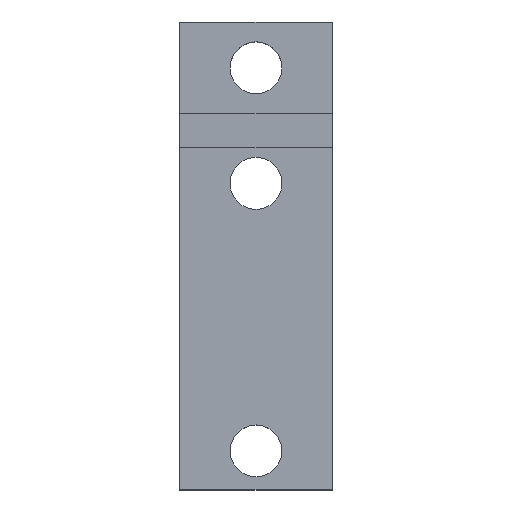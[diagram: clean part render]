
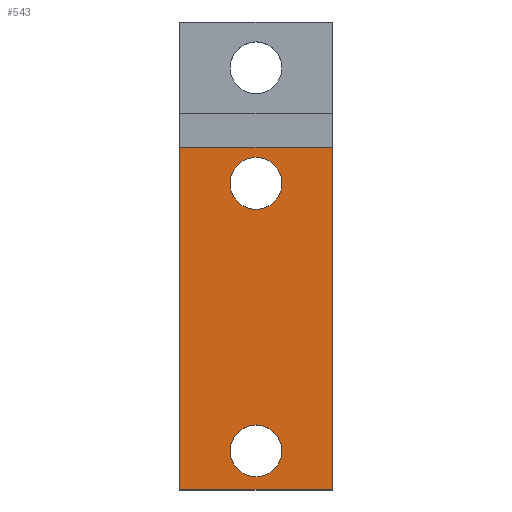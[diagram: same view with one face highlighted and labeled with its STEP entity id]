
A CAD part, top view. The second image highlights one B-rep face of the part: STEP entity #543.
In plain terms, the highlighted planar face has unit normal (0, 0, 1).
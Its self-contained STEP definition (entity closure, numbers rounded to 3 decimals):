
#1 = DIRECTION ( 'NONE',  ( 0., 0., 1. ) ) ;
#8 = DIRECTION ( 'NONE',  ( 1., 0., 0. ) ) ;
#11 = CARTESIAN_POINT ( 'NONE',  ( 0., 20.05, 2.6 ) ) ;
#30 = EDGE_CURVE ( 'NONE', #344, #490, #524, .T. ) ;
#37 = CARTESIAN_POINT ( 'NONE',  ( -5., 0., 2.6 ) ) ;
#38 = EDGE_CURVE ( 'NONE', #486, #233, #417, .T. ) ;
#46 = CARTESIAN_POINT ( 'NONE',  ( 5., 0., 2.6 ) ) ;
#51 = DIRECTION ( 'NONE',  ( 0., 1., 0. ) ) ;
#55 = CARTESIAN_POINT ( 'NONE',  ( 5., 22.4, 2.6 ) ) ;
#58 = DIRECTION ( 'NONE',  ( 0., -1., 0. ) ) ;
#62 = EDGE_CURVE ( 'NONE', #451, #486, #411, .T. ) ;
#66 = EDGE_CURVE ( 'NONE', #233, #342, #410, .T. ) ;
#90 = DIRECTION ( 'NONE',  ( 1., 0., 0. ) ) ;
#103 = AXIS2_PLACEMENT_3D ( 'NONE', #151, #214, #219 ) ;
#140 = PLANE ( 'NONE',  #103 ) ;
#151 = CARTESIAN_POINT ( 'NONE',  ( 0., 0., 2.6 ) ) ;
#153 = AXIS2_PLACEMENT_3D ( 'NONE', #382, #381, #380 ) ;
#155 = AXIS2_PLACEMENT_3D ( 'NONE', #558, #555, #554 ) ;
#157 = AXIS2_PLACEMENT_3D ( 'NONE', #11, #1, #8 ) ;
#170 = ORIENTED_EDGE ( 'NONE', *, *, #351, .F. ) ;
#171 = AXIS2_PLACEMENT_3D ( 'NONE', #253, #240, #211 ) ;
#200 = EDGE_CURVE ( 'NONE', #490, #344, #371, .T. ) ;
#211 = DIRECTION ( 'NONE',  ( 1., 0., 0. ) ) ;
#212 = EDGE_CURVE ( 'NONE', #235, #372, #307, .T. ) ;
#214 = DIRECTION ( 'NONE',  ( 0., 0., -1. ) ) ;
#219 = DIRECTION ( 'NONE',  ( -1., 0., 0. ) ) ;
#220 = CARTESIAN_POINT ( 'NONE',  ( 1.7, 20.05, 2.6 ) ) ;
#231 = ORIENTED_EDGE ( 'NONE', *, *, #66, .T. ) ;
#233 = VERTEX_POINT ( 'NONE', #537 ) ;
#235 = VERTEX_POINT ( 'NONE', #531 ) ;
#240 = DIRECTION ( 'NONE',  ( 0., 0., 1. ) ) ;
#253 = CARTESIAN_POINT ( 'NONE',  ( 0., 20.05, 2.6 ) ) ;
#256 = FACE_BOUND ( 'NONE', #354, .T. ) ;
#257 = FACE_OUTER_BOUND ( 'NONE', #443, .T. ) ;
#259 = FACE_BOUND ( 'NONE', #369, .T. ) ;
#285 = CIRCLE ( 'NONE', #153, 1.7 ) ;
#290 = VECTOR ( 'NONE', #560, 1000. ) ;
#292 = LINE ( 'NONE', #432, #290 ) ;
#301 = CARTESIAN_POINT ( 'NONE',  ( -5., 0., 2.6 ) ) ;
#307 = CIRCLE ( 'NONE', #155, 1.7 ) ;
#329 = EDGE_CURVE ( 'NONE', #342, #451, #292, .T. ) ;
#336 = ORIENTED_EDGE ( 'NONE', *, *, #212, .F. ) ;
#342 = VERTEX_POINT ( 'NONE', #416 ) ;
#344 = VERTEX_POINT ( 'NONE', #407 ) ;
#351 = EDGE_CURVE ( 'NONE', #372, #235, #285, .T. ) ;
#354 = EDGE_LOOP ( 'NONE', ( #170, #336 ) ) ;
#369 = EDGE_LOOP ( 'NONE', ( #561, #503 ) ) ;
#371 = CIRCLE ( 'NONE', #157, 1.7 ) ;
#372 = VERTEX_POINT ( 'NONE', #376 ) ;
#376 = CARTESIAN_POINT ( 'NONE',  ( -1.7, 2.55, 2.6 ) ) ;
#380 = DIRECTION ( 'NONE',  ( 1., 0., 0. ) ) ;
#381 = DIRECTION ( 'NONE',  ( 0., 0., 1. ) ) ;
#382 = CARTESIAN_POINT ( 'NONE',  ( 0., 2.55, 2.6 ) ) ;
#384 = CARTESIAN_POINT ( 'NONE',  ( -5., 22.4, 2.6 ) ) ;
#394 = VECTOR ( 'NONE', #51, 1000. ) ;
#403 = VECTOR ( 'NONE', #90, 1000. ) ;
#407 = CARTESIAN_POINT ( 'NONE',  ( -1.7, 20.05, 2.6 ) ) ;
#409 = VECTOR ( 'NONE', #58, 1000. ) ;
#410 = LINE ( 'NONE', #55, #394 ) ;
#411 = LINE ( 'NONE', #37, #409 ) ;
#416 = CARTESIAN_POINT ( 'NONE',  ( 5., 22.4, 2.6 ) ) ;
#417 = LINE ( 'NONE', #46, #403 ) ;
#432 = CARTESIAN_POINT ( 'NONE',  ( -5., 22.4, 2.6 ) ) ;
#443 = EDGE_LOOP ( 'NONE', ( #528, #231, #469, #492 ) ) ;
#451 = VERTEX_POINT ( 'NONE', #384 ) ;
#469 = ORIENTED_EDGE ( 'NONE', *, *, #329, .T. ) ;
#486 = VERTEX_POINT ( 'NONE', #301 ) ;
#490 = VERTEX_POINT ( 'NONE', #220 ) ;
#492 = ORIENTED_EDGE ( 'NONE', *, *, #62, .T. ) ;
#503 = ORIENTED_EDGE ( 'NONE', *, *, #200, .F. ) ;
#524 = CIRCLE ( 'NONE', #171, 1.7 ) ;
#528 = ORIENTED_EDGE ( 'NONE', *, *, #38, .T. ) ;
#531 = CARTESIAN_POINT ( 'NONE',  ( 1.7, 2.55, 2.6 ) ) ;
#537 = CARTESIAN_POINT ( 'NONE',  ( 5., 0., 2.6 ) ) ;
#543 = ADVANCED_FACE ( 'NONE', ( #257, #259, #256 ), #140, .F. ) ;
#554 = DIRECTION ( 'NONE',  ( 1., 0., 0. ) ) ;
#555 = DIRECTION ( 'NONE',  ( 0., 0., 1. ) ) ;
#558 = CARTESIAN_POINT ( 'NONE',  ( 0., 2.55, 2.6 ) ) ;
#560 = DIRECTION ( 'NONE',  ( -1., 0., 0. ) ) ;
#561 = ORIENTED_EDGE ( 'NONE', *, *, #30, .F. ) ;
